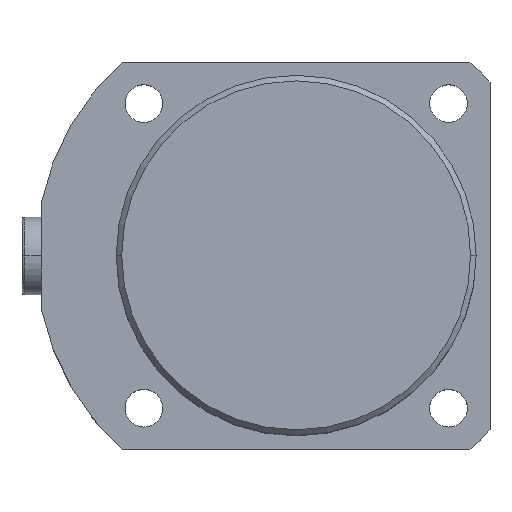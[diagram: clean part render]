
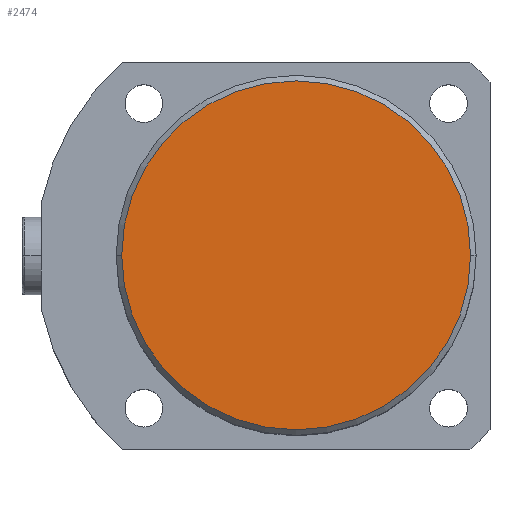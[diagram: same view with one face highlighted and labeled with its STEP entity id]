
A CAD part, top view. The second image highlights one B-rep face of the part: STEP entity #2474.
In plain terms, the highlighted planar face has unit normal (0, 0, 1).
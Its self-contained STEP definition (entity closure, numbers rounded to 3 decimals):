
#48 = CIRCLE ( 'NONE', #1806, 31.5 ) ;
#132 = CIRCLE ( 'NONE', #1792, 31.5 ) ;
#329 = CARTESIAN_POINT ( 'NONE',  ( 31.5, 0., 85. ) ) ;
#340 = CARTESIAN_POINT ( 'NONE',  ( -31.5, 0., 85. ) ) ;
#618 = VERTEX_POINT ( 'NONE', #340 ) ;
#628 = VERTEX_POINT ( 'NONE', #329 ) ;
#896 = AXIS2_PLACEMENT_3D ( 'NONE', #1433, #1402, #1400 ) ;
#1347 = EDGE_CURVE ( 'NONE', #618, #628, #132, .T. ) ;
#1400 = DIRECTION ( 'NONE',  ( 1., 0., 0. ) ) ;
#1402 = DIRECTION ( 'NONE',  ( 0., 0., 1. ) ) ;
#1417 = PLANE ( 'NONE',  #896 ) ;
#1433 = CARTESIAN_POINT ( 'NONE',  ( 0., 0., 85. ) ) ;
#1503 = EDGE_CURVE ( 'NONE', #628, #618, #48, .T. ) ;
#1792 = AXIS2_PLACEMENT_3D ( 'NONE', #3124, #3123, #3122 ) ;
#1806 = AXIS2_PLACEMENT_3D ( 'NONE', #1935, #2020, #2015 ) ;
#1935 = CARTESIAN_POINT ( 'NONE',  ( 0., 0., 85. ) ) ;
#2015 = DIRECTION ( 'NONE',  ( 1., 0., 0. ) ) ;
#2020 = DIRECTION ( 'NONE',  ( 0., 0., 1. ) ) ;
#2185 = ORIENTED_EDGE ( 'NONE', *, *, #1503, .T. ) ;
#2197 = ORIENTED_EDGE ( 'NONE', *, *, #1347, .T. ) ;
#2350 = EDGE_LOOP ( 'NONE', ( #2197, #2185 ) ) ;
#2474 = ADVANCED_FACE ( 'NONE', ( #2725 ), #1417, .T. ) ;
#2725 = FACE_OUTER_BOUND ( 'NONE', #2350, .T. ) ;
#3122 = DIRECTION ( 'NONE',  ( 1., 0., 0. ) ) ;
#3123 = DIRECTION ( 'NONE',  ( 0., 0., 1. ) ) ;
#3124 = CARTESIAN_POINT ( 'NONE',  ( 0., 0., 85. ) ) ;
